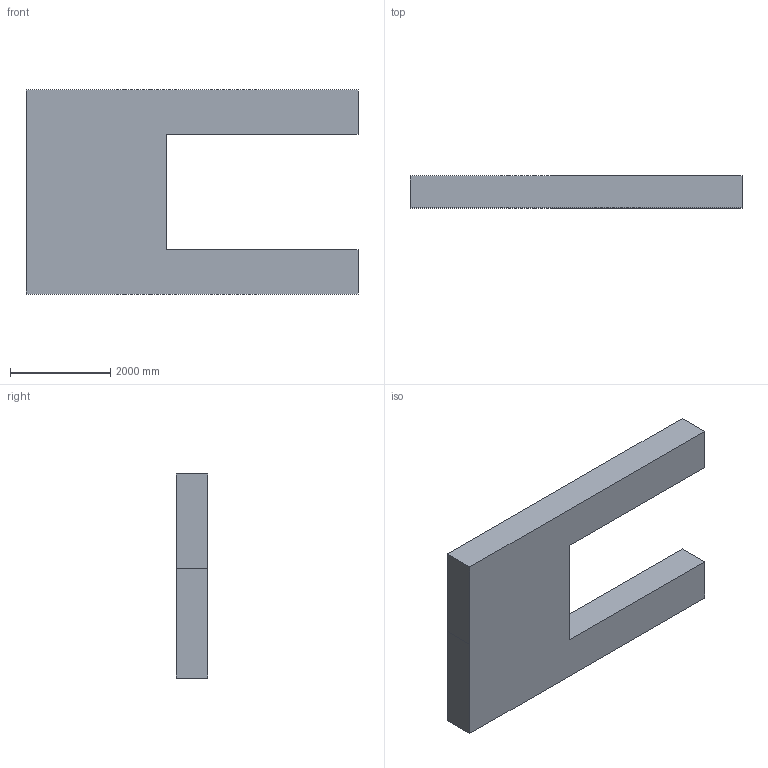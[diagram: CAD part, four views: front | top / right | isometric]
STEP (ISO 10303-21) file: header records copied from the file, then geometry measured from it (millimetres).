
FILE_DESCRIPTION((''),'2;1');
FILE_NAME('PRT0002','2019-11-14T11:34:57',('Sai kumar'),(''),'CREO PARAMETRIC BY PTC INC, 2018260','CREO PARAMETRIC BY PTC INC, 2018260','');
FILE_SCHEMA(('CONFIG_CONTROL_DESIGN'));
Length unit declared in the file: inch
Products named in the file (1): PRT0002
Bounding box: 6625.13 x 635 x 4071.1 mm (x, y, z)
Volume: 11549092733.5 mm3; surface area: 54800359.6 mm2
Topology: 1 solids, 1 shells, 11 faces, 27 edges, 18 vertices
Faces by surface type: plane 11
Entity records: 361 total; most frequent: CARTESIAN_POINT 56, ORIENTED_EDGE 54, DIRECTION 49, VECTOR 27, LINE 27, EDGE_CURVE 27, VERTEX_POINT 18, AXIS2_PLACEMENT_3D 11
